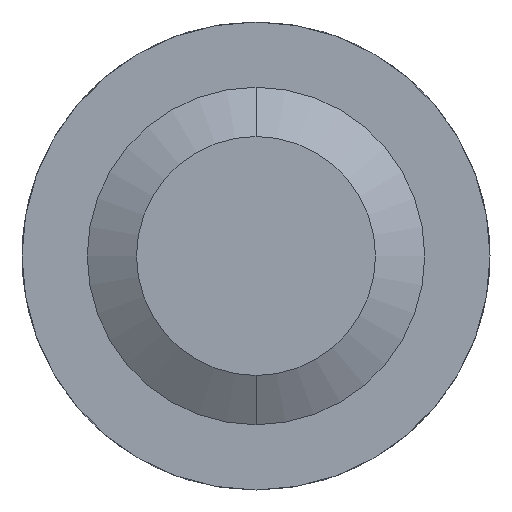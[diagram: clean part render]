
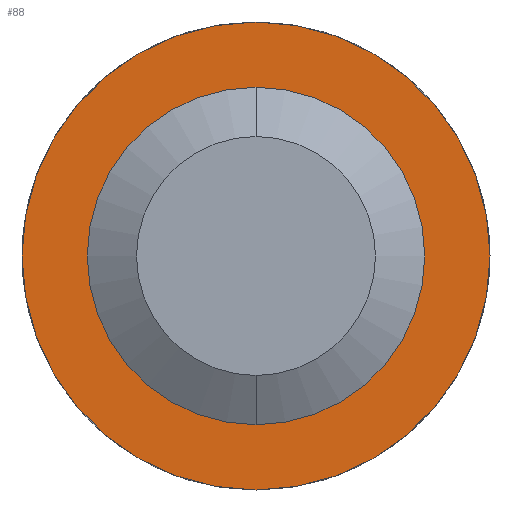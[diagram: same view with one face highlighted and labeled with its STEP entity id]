
A CAD part, front view. The second image highlights one B-rep face of the part: STEP entity #88.
In plain terms, the highlighted planar face has unit normal (0, -1, 0).
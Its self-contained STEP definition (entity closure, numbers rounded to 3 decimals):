
#45 = CIRCLE ( 'NONE', #2066, 0.95 ) ;
#85 = PLANE ( 'NONE',  #3726 ) ;
#88 = ADVANCED_FACE ( 'Defeature ausgef�hrt1_5', ( #2559, #2189 ), #85, .F. ) ;
#252 = VERTEX_POINT ( 'NONE', #3082 ) ;
#345 = ORIENTED_EDGE ( 'NONE', *, *, #1811, .F. ) ;
#595 = ORIENTED_EDGE ( 'NONE', *, *, #3559, .T. ) ;
#680 = CARTESIAN_POINT ( 'NONE',  ( 0., -2.5, -0.95 ) ) ;
#746 = DIRECTION ( 'NONE',  ( 0., 0., 1. ) ) ;
#772 = CARTESIAN_POINT ( 'NONE',  ( 0., -2.5, 0. ) ) ;
#917 = EDGE_CURVE ( 'Defeature ausgef�hrt1_5+Defeature ausgef�hrt1_6+Defeature ausgef�hrt1_6+Defeature ausgef�hrt1_6', #1482, #252, #2236, .T. ) ;
#987 = DIRECTION ( 'NONE',  ( 0., 1., 0. ) ) ;
#1482 = VERTEX_POINT ( 'NONE', #1666 ) ;
#1543 = AXIS2_PLACEMENT_3D ( 'NONE', #1627, #3643, #1876 ) ;
#1612 = DIRECTION ( 'NONE',  ( 0., 1., 0. ) ) ;
#1627 = CARTESIAN_POINT ( 'NONE',  ( 0., -2.5, 0. ) ) ;
#1648 = CARTESIAN_POINT ( 'NONE',  ( 0., -2.5, 0. ) ) ;
#1661 = VERTEX_POINT ( 'NONE', #2602 ) ;
#1666 = CARTESIAN_POINT ( 'NONE',  ( 0., -2.5, 0.685 ) ) ;
#1811 = EDGE_CURVE ( 'Defeature ausgef�hrt1_4+Defeature ausgef�hrt1_5+Defeature ausgef�hrt1_5+Defeature ausgef�hrt1_5', #3510, #1661, #45, .T. ) ;
#1821 = AXIS2_PLACEMENT_3D ( 'NONE', #3599, #2111, #2140 ) ;
#1876 = DIRECTION ( 'NONE',  ( 0., 0., 1. ) ) ;
#2066 = AXIS2_PLACEMENT_3D ( 'NONE', #772, #2507, #746 ) ;
#2111 = DIRECTION ( 'NONE',  ( 0., 1., 0. ) ) ;
#2124 = DIRECTION ( 'NONE',  ( 0., 0., 1. ) ) ;
#2140 = DIRECTION ( 'NONE',  ( 0., 0., 1. ) ) ;
#2189 = FACE_BOUND ( 'NONE', #3078, .T. ) ;
#2236 = CIRCLE ( 'NONE', #1821, 0.685 ) ;
#2507 = DIRECTION ( 'NONE',  ( 0., 1., 0. ) ) ;
#2520 = ORIENTED_EDGE ( 'NONE', *, *, #2740, .F. ) ;
#2532 = ORIENTED_EDGE ( 'NONE', *, *, #917, .T. ) ;
#2559 = FACE_OUTER_BOUND ( 'NONE', #3091, .T. ) ;
#2602 = CARTESIAN_POINT ( 'NONE',  ( 0., -2.5, 0.95 ) ) ;
#2735 = CARTESIAN_POINT ( 'NONE',  ( 0.95, -2.5, 0. ) ) ;
#2740 = EDGE_CURVE ( 'Defeature ausgef�hrt1_4+Defeature ausgef�hrt1_5+Defeature ausgef�hrt1_5+Defeature ausgef�hrt1_5', #1661, #3510, #3554, .T. ) ;
#2782 = CIRCLE ( 'NONE', #1543, 0.685 ) ;
#3078 = EDGE_LOOP ( 'NONE', ( #2532, #595 ) ) ;
#3082 = CARTESIAN_POINT ( 'NONE',  ( 0., -2.5, -0.685 ) ) ;
#3091 = EDGE_LOOP ( 'NONE', ( #2520, #345 ) ) ;
#3124 = DIRECTION ( 'NONE',  ( 0., 0., 1. ) ) ;
#3191 = AXIS2_PLACEMENT_3D ( 'NONE', #1648, #1612, #3124 ) ;
#3510 = VERTEX_POINT ( 'NONE', #680 ) ;
#3554 = CIRCLE ( 'NONE', #3191, 0.95 ) ;
#3559 = EDGE_CURVE ( 'Defeature ausgef�hrt1_5+Defeature ausgef�hrt1_6+Defeature ausgef�hrt1_6+Defeature ausgef�hrt1_6', #252, #1482, #2782, .T. ) ;
#3599 = CARTESIAN_POINT ( 'NONE',  ( 0., -2.5, 0. ) ) ;
#3643 = DIRECTION ( 'NONE',  ( 0., 1., 0. ) ) ;
#3726 = AXIS2_PLACEMENT_3D ( 'NONE', #2735, #987, #2124 ) ;
